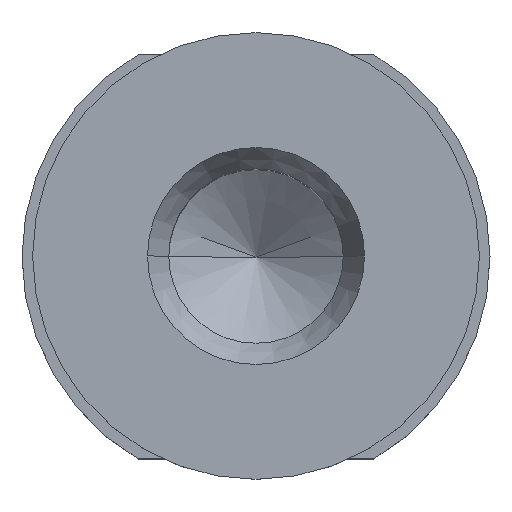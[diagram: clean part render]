
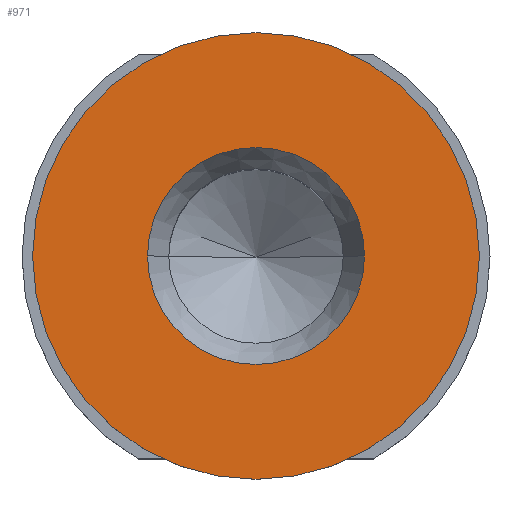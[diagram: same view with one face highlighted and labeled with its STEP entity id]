
A CAD part, top view. The second image highlights one B-rep face of the part: STEP entity #971.
In plain terms, the highlighted planar face has unit normal (0, 0, 1).
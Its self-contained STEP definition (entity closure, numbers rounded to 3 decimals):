
#333=CARTESIAN_POINT('',(2.05,0.,27.443));
#334=DIRECTION('',(0.,0.,-1.));
#335=DIRECTION('',(1.,0.,0.));
#336=AXIS2_PLACEMENT_3D('',#333,#334,#335);
#338=CARTESIAN_POINT('',(2.05,0.,27.443));
#339=DIRECTION('',(0.,0.,1.));
#340=DIRECTION('',(1.,0.,0.));
#341=AXIS2_PLACEMENT_3D('',#338,#339,#340);
#343=CARTESIAN_POINT('',(2.05,0.,27.443));
#344=DIRECTION('',(0.,0.,1.));
#345=DIRECTION('',(1.,0.,0.));
#346=AXIS2_PLACEMENT_3D('',#343,#344,#345);
#356=CARTESIAN_POINT('',(2.05,0.,27.443));
#357=DIRECTION('',(0.,0.,-1.));
#358=DIRECTION('',(1.,0.,0.));
#359=AXIS2_PLACEMENT_3D('',#356,#357,#358);
#459=CARTESIAN_POINT('',(-8.45,0.,27.443));
#460=VERTEX_POINT('',#459);
#462=CARTESIAN_POINT('',(-3.05,0.,27.443));
#464=VERTEX_POINT('',#462);
#483=CARTESIAN_POINT('',(12.55,0.,27.443));
#484=VERTEX_POINT('',#483);
#486=CARTESIAN_POINT('',(7.15,0.,27.443));
#488=VERTEX_POINT('',#486);
#956=CARTESIAN_POINT('',(2.05,0.,27.443));
#957=DIRECTION('',(0.,0.,-1.));
#958=DIRECTION('',(1.,0.,0.));
#959=AXIS2_PLACEMENT_3D('',#956,#957,#958);
#960=PLANE('',#959);
#961=ORIENTED_EDGE('',*,*,#935,.T.);
#962=ORIENTED_EDGE('',*,*,#951,.F.);
#963=EDGE_LOOP('',(#961,#962));
#964=FACE_OUTER_BOUND('',#963,.F.);
#966=ORIENTED_EDGE('',*,*,#965,.T.);
#968=ORIENTED_EDGE('',*,*,#967,.F.);
#969=EDGE_LOOP('',(#966,#968));
#970=FACE_BOUND('',#969,.F.);
#971=ADVANCED_FACE('',(#964,#970),#960,.F.);
#337=CIRCLE('',#336,10.5);
#342=CIRCLE('',#341,10.5);
#347=CIRCLE('',#346,5.1);
#360=CIRCLE('',#359,5.1);
#935=EDGE_CURVE('',#484,#460,#337,.T.);
#951=EDGE_CURVE('',#484,#460,#342,.T.);
#965=EDGE_CURVE('',#488,#464,#347,.T.);
#967=EDGE_CURVE('',#488,#464,#360,.T.);
